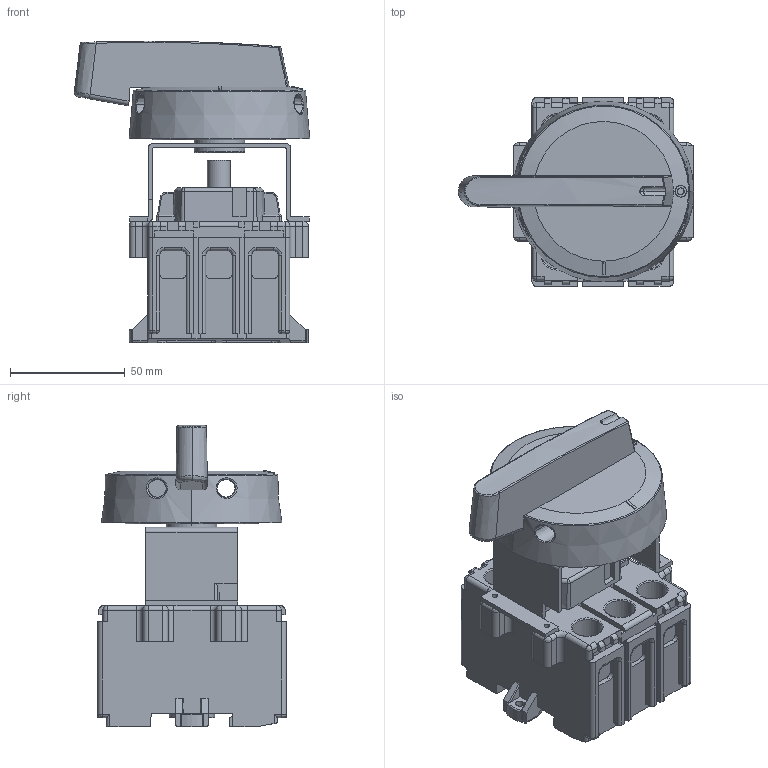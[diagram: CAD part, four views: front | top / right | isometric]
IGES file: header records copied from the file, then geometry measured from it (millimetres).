
Global section: file name: No Iges File Name specified; native system: AutoDesk Inventor R12.0; preprocessor: AutoDesk Inventor Iges Exporter R12.0; date: 20081223.141642; units: millimetre
Bounding box: 102.46 x 82 x 131.3 mm (x, y, z)
Volume: 368533.6 mm3; surface area: 75838.7 mm2
Topology: 3 solids, 3 shells, 827 faces, 2177 edges, 1365 vertices
Faces by surface type: plane 350, cylinder 150, bspline 137, revolution 106, torus 52, sphere 18, cone 14
